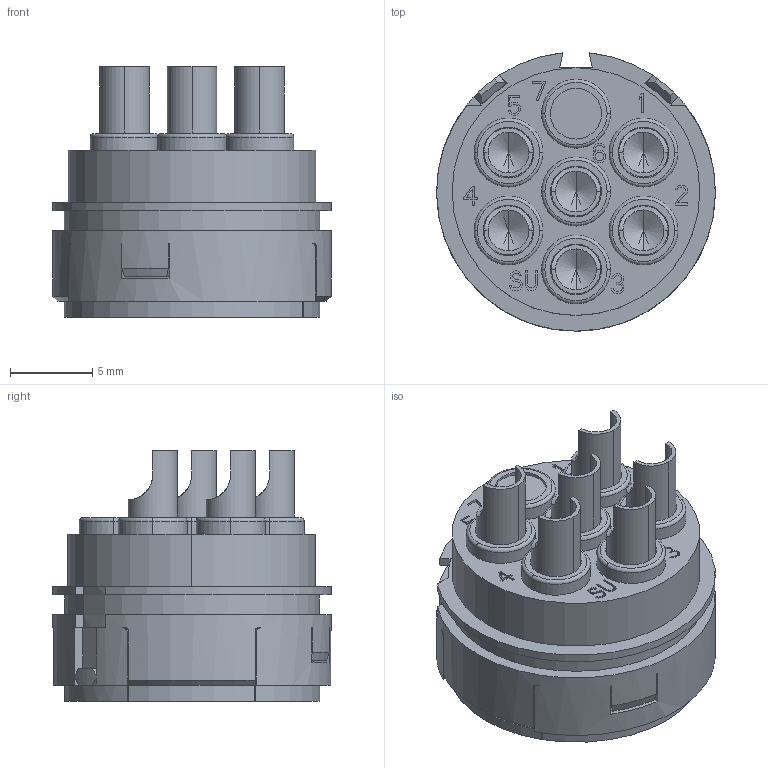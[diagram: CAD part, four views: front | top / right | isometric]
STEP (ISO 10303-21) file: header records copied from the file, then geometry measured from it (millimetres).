
FILE_DESCRIPTION((''),'2;1');
FILE_NAME('1593645','2015-09-07T',('feitelbuss'),(''),'PRO/ENGINEER BY PARAMETRIC TECHNOLOGY CORPORATION, 2014200','PRO/ENGINEER BY PARAMETRIC TECHNOLOGY CORPORATION, 2014200','');
FILE_SCHEMA(('AUTOMOTIVE_DESIGN { 1 0 10303 214 1 1 1 1 }'));
Length unit declared in the file: millimetre
Products named in the file (1): 1593645
Bounding box: 17 x 16.96 x 15.3 mm (x, y, z)
Volume: 2010.8 mm3; surface area: 1842.6 mm2
Topology: 1 solids, 1 shells, 944 faces, 2606 edges, 1710 vertices
Faces by surface type: plane 770, cylinder 122, cone 32, torus 20
Entity records: 30232 total; most frequent: CARTESIAN_POINT 5898, ORIENTED_EDGE 5188, DIRECTION 4722, EDGE_CURVE 2594, VECTOR 2226, LINE 2226, VERTEX_POINT 1710, AXIS2_PLACEMENT_3D 1248
